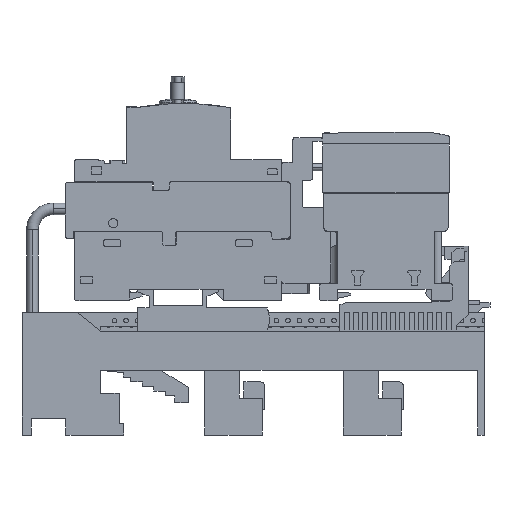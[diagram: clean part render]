
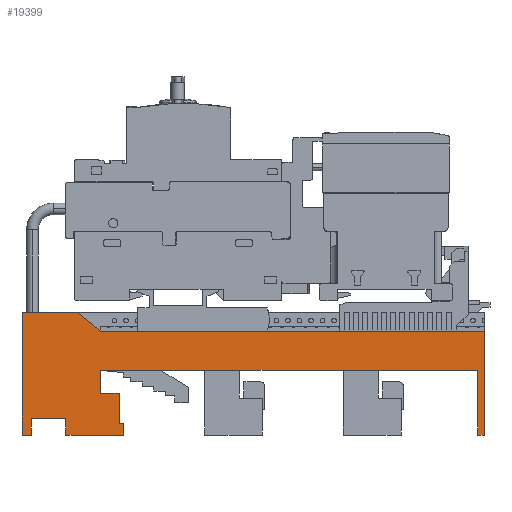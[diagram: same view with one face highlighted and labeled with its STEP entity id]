
A CAD part, left-side view. The second image highlights one B-rep face of the part: STEP entity #19399.
In plain terms, the highlighted planar face has unit normal (-1, 0, 0).
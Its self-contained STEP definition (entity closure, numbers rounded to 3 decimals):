
#19399=ADVANCED_FACE('',(#53281),#53282,.T.);
#34657=VERTEX_POINT('',#69740);
#34661=VERTEX_POINT('',#69744);
#34663=EDGE_CURVE('',#34657,#34661,#69746,.T.);
#34671=VERTEX_POINT('',#69754);
#34675=EDGE_CURVE('',#34671,#34657,#69758,.T.);
#34681=VERTEX_POINT('',#69764);
#34685=EDGE_CURVE('',#34681,#34671,#69768,.T.);
#34691=VERTEX_POINT('',#69774);
#34695=EDGE_CURVE('',#34691,#34681,#69778,.T.);
#34701=VERTEX_POINT('',#69784);
#34705=EDGE_CURVE('',#34701,#34691,#69788,.T.);
#34711=VERTEX_POINT('',#69794);
#34715=EDGE_CURVE('',#34711,#34701,#69798,.T.);
#34721=VERTEX_POINT('',#69804);
#34725=EDGE_CURVE('',#34721,#34711,#69808,.T.);
#34731=VERTEX_POINT('',#69814);
#34735=EDGE_CURVE('',#34731,#34721,#69818,.T.);
#34741=VERTEX_POINT('',#69824);
#34745=EDGE_CURVE('',#34741,#34731,#69828,.T.);
#34751=VERTEX_POINT('',#69834);
#34755=EDGE_CURVE('',#34751,#34741,#69838,.T.);
#34763=VERTEX_POINT('',#69846);
#34767=EDGE_CURVE('',#34763,#34751,#69850,.T.);
#34773=VERTEX_POINT('',#69856);
#34777=EDGE_CURVE('',#34773,#34763,#69860,.T.);
#34783=VERTEX_POINT('',#69866);
#34787=EDGE_CURVE('',#34783,#34773,#69870,.T.);
#34897=VERTEX_POINT('',#69980);
#34901=EDGE_CURVE('',#34897,#34783,#69984,.T.);
#37713=VERTEX_POINT('',#72796);
#37715=EDGE_CURVE('',#37713,#34897,#72798,.T.);
#37717=VERTEX_POINT('',#72800);
#37719=EDGE_CURVE('',#37717,#37713,#72802,.T.);
#37721=VERTEX_POINT('',#72804);
#37723=EDGE_CURVE('',#37721,#37717,#72806,.T.);
#37725=EDGE_CURVE('',#34661,#37721,#72808,.T.);
#53281=FACE_OUTER_BOUND('',#88354,.T.);
#53282=PLANE('',#88355);
#69740=CARTESIAN_POINT('',(0.0,202.4,0.0));
#69744=CARTESIAN_POINT('',(0.0,202.4,53.0));
#69746=LINE('',#112422,#112423);
#69754=CARTESIAN_POINT('',(0.0,198.4,0.0));
#69758=LINE('',#112442,#112443);
#69764=CARTESIAN_POINT('',(0.0,198.4,7.0));
#69768=LINE('',#112458,#112459);
#69774=CARTESIAN_POINT('',(0.0,183.4,7.0));
#69778=LINE('',#112474,#112475);
#69784=CARTESIAN_POINT('',(0.0,183.4,0.0));
#69788=LINE('',#112490,#112491);
#69794=CARTESIAN_POINT('',(0.0,158.4,0.0));
#69798=LINE('',#112506,#112507);
#69804=CARTESIAN_POINT('',(0.0,158.4,5.0));
#69808=LINE('',#112522,#112523);
#69814=CARTESIAN_POINT('',(0.0,160.4,5.0));
#69818=LINE('',#112538,#112539);
#69824=CARTESIAN_POINT('',(0.0,160.4,18.0));
#69828=LINE('',#112554,#112555);
#69834=CARTESIAN_POINT('',(0.0,168.4,18.0));
#69838=LINE('',#112570,#112571);
#69846=CARTESIAN_POINT('',(0.0,168.4,28.0));
#69850=LINE('',#112590,#112591);
#69856=CARTESIAN_POINT('',(0.0,5.4,28.0));
#69860=LINE('',#112606,#112607);
#69866=CARTESIAN_POINT('',(0.0,5.4,0.0));
#69870=LINE('',#112622,#112623);
#69980=CARTESIAN_POINT('',(0.0,2.4,0.0));
#69984=LINE('',#112796,#112797);
#72796=CARTESIAN_POINT('',(0.0,2.4,45.0));
#72798=LINE('',#117265,#117266);
#72800=CARTESIAN_POINT('',(0.0,168.4,45.0));
#72802=LINE('',#117271,#117272);
#72804=CARTESIAN_POINT('',(0.0,178.4,53.0));
#72806=LINE('',#117277,#117278);
#72808=LINE('',#117281,#117282);
#88354=EDGE_LOOP('',(#149208,#149209,#149210,#149211,#149212,#149213,#149214,#149215,#149216,#149217,#149218,#149219,#149220,#149221,#149222,#149223,#149224,#149225));
#88355=AXIS2_PLACEMENT_3D('',#149226,#149227,#149228);
#112422=CARTESIAN_POINT('',(0.0,202.4,0.0));
#112423=VECTOR('',#167588,1.0);
#112442=CARTESIAN_POINT('',(0.0,198.4,0.0));
#112443=VECTOR('',#167592,1.0);
#112458=CARTESIAN_POINT('',(0.0,198.4,7.0));
#112459=VECTOR('',#167595,1.0);
#112474=CARTESIAN_POINT('',(0.0,183.4,7.0));
#112475=VECTOR('',#167598,1.0);
#112490=CARTESIAN_POINT('',(0.0,183.4,0.0));
#112491=VECTOR('',#167601,1.0);
#112506=CARTESIAN_POINT('',(0.0,158.4,0.0));
#112507=VECTOR('',#167604,1.0);
#112522=CARTESIAN_POINT('',(0.0,158.4,5.0));
#112523=VECTOR('',#167607,1.0);
#112538=CARTESIAN_POINT('',(0.0,160.4,5.0));
#112539=VECTOR('',#167610,1.0);
#112554=CARTESIAN_POINT('',(0.0,160.4,18.0));
#112555=VECTOR('',#167613,1.0);
#112570=CARTESIAN_POINT('',(0.0,168.4,18.0));
#112571=VECTOR('',#167616,1.0);
#112590=CARTESIAN_POINT('',(0.0,168.4,28.0));
#112591=VECTOR('',#167620,1.0);
#112606=CARTESIAN_POINT('',(0.0,5.4,28.0));
#112607=VECTOR('',#167623,1.0);
#112622=CARTESIAN_POINT('',(0.0,5.4,0.0));
#112623=VECTOR('',#167626,1.0);
#112796=CARTESIAN_POINT('',(0.0,2.4,0.0));
#112797=VECTOR('',#167666,1.0);
#117265=CARTESIAN_POINT('',(0.0,2.4,45.0));
#117266=VECTOR('',#168961,1.0);
#117271=CARTESIAN_POINT('',(0.0,168.4,45.0));
#117272=VECTOR('',#168962,1.0);
#117277=CARTESIAN_POINT('',(0.0,178.4,53.0));
#117278=VECTOR('',#168963,1.0);
#117281=CARTESIAN_POINT('',(0.0,202.4,53.0));
#117282=VECTOR('',#168964,1.0);
#149208=ORIENTED_EDGE('',*,*,#37715,.F.);
#149209=ORIENTED_EDGE('',*,*,#37719,.F.);
#149210=ORIENTED_EDGE('',*,*,#37723,.F.);
#149211=ORIENTED_EDGE('',*,*,#37725,.F.);
#149212=ORIENTED_EDGE('',*,*,#34663,.F.);
#149213=ORIENTED_EDGE('',*,*,#34675,.F.);
#149214=ORIENTED_EDGE('',*,*,#34685,.F.);
#149215=ORIENTED_EDGE('',*,*,#34695,.F.);
#149216=ORIENTED_EDGE('',*,*,#34705,.F.);
#149217=ORIENTED_EDGE('',*,*,#34715,.F.);
#149218=ORIENTED_EDGE('',*,*,#34725,.F.);
#149219=ORIENTED_EDGE('',*,*,#34735,.F.);
#149220=ORIENTED_EDGE('',*,*,#34745,.F.);
#149221=ORIENTED_EDGE('',*,*,#34755,.F.);
#149222=ORIENTED_EDGE('',*,*,#34767,.F.);
#149223=ORIENTED_EDGE('',*,*,#34777,.F.);
#149224=ORIENTED_EDGE('',*,*,#34787,.F.);
#149225=ORIENTED_EDGE('',*,*,#34901,.F.);
#149226=CARTESIAN_POINT('',(0.0,106.524,29.523));
#149227=DIRECTION('',(-1.0,0.0,0.0));
#149228=DIRECTION('',(0.0,1.0,0.0));
#167588=DIRECTION('',(0.0,0.0,1.0));
#167592=DIRECTION('',(0.0,1.0,0.0));
#167595=DIRECTION('',(0.0,0.0,-1.0));
#167598=DIRECTION('',(0.0,1.0,0.0));
#167601=DIRECTION('',(0.0,0.0,1.0));
#167604=DIRECTION('',(0.0,1.0,0.0));
#167607=DIRECTION('',(0.0,0.0,-1.0));
#167610=DIRECTION('',(0.0,-1.0,0.0));
#167613=DIRECTION('',(0.0,0.0,-1.0));
#167616=DIRECTION('',(0.0,-1.0,0.0));
#167620=DIRECTION('',(0.0,0.0,-1.0));
#167623=DIRECTION('',(0.0,1.0,0.0));
#167626=DIRECTION('',(0.0,0.0,1.0));
#167666=DIRECTION('',(0.0,1.0,0.0));
#168961=DIRECTION('',(0.0,0.0,-1.0));
#168962=DIRECTION('',(0.0,-1.0,0.0));
#168963=DIRECTION('',(0.0,-0.781,-0.625));
#168964=DIRECTION('',(0.0,-1.0,0.0));
